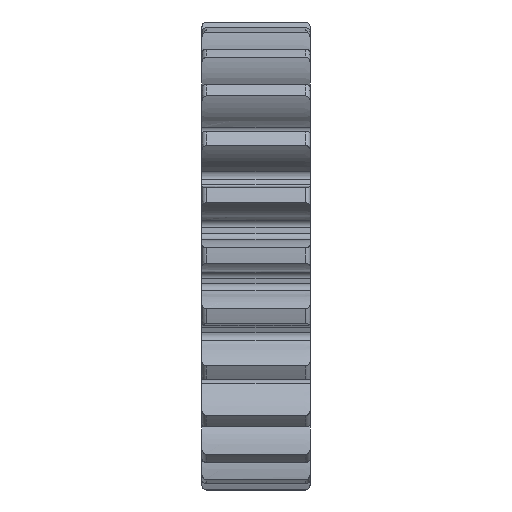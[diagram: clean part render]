
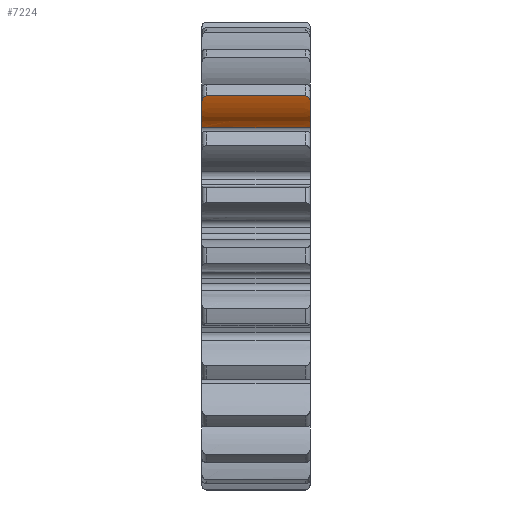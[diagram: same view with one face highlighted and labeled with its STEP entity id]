
A CAD part, top view. The second image highlights one B-rep face of the part: STEP entity #7224.
In plain terms, the highlighted face is a extrusion surface.
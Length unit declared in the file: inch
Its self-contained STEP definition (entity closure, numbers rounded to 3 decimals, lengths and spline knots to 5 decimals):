
#167=CARTESIAN_POINT('',(-0.125,0.35896,0.39163));
#168=CARTESIAN_POINT('',(-0.125,0.35876,0.39155));
#169=CARTESIAN_POINT('',(-0.125,0.35668,0.39066));
#170=CARTESIAN_POINT('',(-0.125,0.35277,0.38892));
#171=CARTESIAN_POINT('',(-0.125,0.34728,0.38624));
#172=CARTESIAN_POINT('',(-0.125,0.34189,0.38339));
#173=CARTESIAN_POINT('',(-0.125,0.3366,0.38034));
#174=CARTESIAN_POINT('',(-0.125,0.33143,0.3771));
#175=CARTESIAN_POINT('',(-0.125,0.32636,0.37371));
#176=CARTESIAN_POINT('',(-0.125,0.32151,0.36999));
#177=CARTESIAN_POINT('',(-0.125,0.31715,0.36571));
#178=CARTESIAN_POINT('',(-0.125,0.31279,0.36143));
#179=CARTESIAN_POINT('',(-0.125,0.30794,0.35771));
#180=CARTESIAN_POINT('',(-0.125,0.30287,0.35432));
#181=CARTESIAN_POINT('',(-0.125,0.29891,0.35184));
#182=CARTESIAN_POINT('',(-0.125,0.29664,0.35049));
#183=CARTESIAN_POINT('',(-0.125,0.29611,0.35018));
#2919=CARTESIAN_POINT('',(0.125,0.35896,0.39163));
#2920=CARTESIAN_POINT('',(0.125,0.35876,0.39155));
#2921=CARTESIAN_POINT('',(0.125,0.35668,0.39066));
#2922=CARTESIAN_POINT('',(0.125,0.35277,0.38892));
#2923=CARTESIAN_POINT('',(0.125,0.34728,0.38624));
#2924=CARTESIAN_POINT('',(0.125,0.34189,0.38339));
#2925=CARTESIAN_POINT('',(0.125,0.3366,0.38034));
#2926=CARTESIAN_POINT('',(0.125,0.33143,0.3771));
#2927=CARTESIAN_POINT('',(0.125,0.32636,0.37371));
#2928=CARTESIAN_POINT('',(0.125,0.32151,0.36999));
#2929=CARTESIAN_POINT('',(0.125,0.31715,0.36571));
#2930=CARTESIAN_POINT('',(0.125,0.31279,0.36143));
#2931=CARTESIAN_POINT('',(0.125,0.30794,0.35771));
#2932=CARTESIAN_POINT('',(0.125,0.30287,0.35432));
#2933=CARTESIAN_POINT('',(0.125,0.29891,0.35184));
#2934=CARTESIAN_POINT('',(0.125,0.29664,0.35049));
#2935=CARTESIAN_POINT('',(0.125,0.29611,0.35018));
#3316=CARTESIAN_POINT('',(-0.11458,0.36969,
0.3959));
#3317=CARTESIAN_POINT('',(-0.11566,0.36969,
0.3959));
#3318=CARTESIAN_POINT('',(-0.11773,0.36933,
0.39576));
#3319=CARTESIAN_POINT('',(-0.12027,0.36806,
0.39529));
#3320=CARTESIAN_POINT('',(-0.12233,0.36625,
0.3946));
#3321=CARTESIAN_POINT('',(-0.12384,0.36407,
0.39374));
#3322=CARTESIAN_POINT('',(-0.12479,0.36156,
0.39273));
#3323=CARTESIAN_POINT('',(-0.125,0.35982,0.392));
#3324=CARTESIAN_POINT('',(-0.125,0.35896,0.39163));
#3326=DIRECTION('',(1.,0.,0.));
#3327=VECTOR('',#3326,0.22917);
#3328=CARTESIAN_POINT('',(-0.11458,0.36969,
0.3959));
#3329=LINE('',#3328,#3327);
#3330=CARTESIAN_POINT('',(0.125,0.35896,0.39163));
#3331=CARTESIAN_POINT('',(0.125,0.35983,0.392));
#3332=CARTESIAN_POINT('',(0.12479,0.36158,
0.39274));
#3333=CARTESIAN_POINT('',(0.12382,0.36412,
0.39376));
#3334=CARTESIAN_POINT('',(0.12224,0.36636,
0.39464));
#3335=CARTESIAN_POINT('',(0.12016,0.36814,
0.39532));
#3336=CARTESIAN_POINT('',(0.11761,0.36936,
0.39578));
#3337=CARTESIAN_POINT('',(0.11561,0.36969,
0.3959));
#3338=CARTESIAN_POINT('',(0.11458,0.36969,
0.3959));
#3366=DIRECTION('',(1.,0.,0.));
#3367=VECTOR('',#3366,0.25);
#3368=CARTESIAN_POINT('',(-0.125,0.29611,0.35018));
#3369=LINE('',#3368,#3367);
#5044=CARTESIAN_POINT('',(-0.125,0.29611,0.35018));
#5045=CARTESIAN_POINT('',(0.125,0.29611,0.35018));
#5046=VERTEX_POINT('',#5044);
#5047=VERTEX_POINT('',#5045);
#5096=CARTESIAN_POINT('',(-0.125,0.35896,0.39163));
#5098=VERTEX_POINT('',#5096);
#5112=CARTESIAN_POINT('',(0.125,0.35896,0.39163));
#5114=VERTEX_POINT('',#5112);
#5172=CARTESIAN_POINT('',(-0.11458,0.36969,
0.3959));
#5173=CARTESIAN_POINT('',(0.11458,0.36969,
0.3959));
#5174=VERTEX_POINT('',#5172);
#5175=VERTEX_POINT('',#5173);
#7190=CARTESIAN_POINT('',(-0.125,0.37056,0.39622));
#7191=CARTESIAN_POINT('',(-0.125,0.37027,0.39611));
#7192=CARTESIAN_POINT('',(-0.125,0.36807,0.3953));
#7193=CARTESIAN_POINT('',(-0.125,0.36398,0.39373));
#7194=CARTESIAN_POINT('',(-0.125,0.35834,0.3914));
#7195=CARTESIAN_POINT('',(-0.125,0.35277,0.38892));
#7196=CARTESIAN_POINT('',(-0.125,0.34728,0.38624));
#7197=CARTESIAN_POINT('',(-0.125,0.34189,0.38339));
#7198=CARTESIAN_POINT('',(-0.125,0.3366,0.38034));
#7199=CARTESIAN_POINT('',(-0.125,0.33143,0.3771));
#7200=CARTESIAN_POINT('',(-0.125,0.32636,0.37371));
#7201=CARTESIAN_POINT('',(-0.125,0.32151,0.36999));
#7202=CARTESIAN_POINT('',(-0.125,0.31715,0.36571));
#7203=CARTESIAN_POINT('',(-0.125,0.31279,0.36143));
#7204=CARTESIAN_POINT('',(-0.125,0.30794,0.35771));
#7205=CARTESIAN_POINT('',(-0.125,0.30287,0.35432));
#7206=CARTESIAN_POINT('',(-0.125,0.29891,0.35184));
#7207=CARTESIAN_POINT('',(-0.125,0.2961,0.35017));
#7208=CARTESIAN_POINT('',(-0.125,0.29504,0.34956));
#7209=CARTESIAN_POINT('',(-0.125,0.2945,0.34925));
#7211=DIRECTION('',(1.,0.,0.));
#7212=VECTOR('',#7211,1.);
#7213=SURFACE_OF_LINEAR_EXTRUSION('',#7210,#7212);
#7214=ORIENTED_EDGE('',*,*,#5255,.F.);
#7215=ORIENTED_EDGE('',*,*,#5554,.F.);
#7217=ORIENTED_EDGE('',*,*,#7216,.T.);
#7218=ORIENTED_EDGE('',*,*,#6704,.F.);
#7219=ORIENTED_EDGE('',*,*,#6627,.T.);
#7221=ORIENTED_EDGE('',*,*,#7220,.F.);
#7222=EDGE_LOOP('',(#7214,#7215,#7217,#7218,#7219,#7221));
#7223=FACE_OUTER_BOUND('',#7222,.F.);
#184=B_SPLINE_CURVE_WITH_KNOTS('',3,(#167,#168,#169,#170,#171,#172,#173,#174,
#175,#176,#177,#178,#179,#180,#181,#182,#183),.UNSPECIFIED.,.F.,.F.,(4,1,1,1,1,
1,1,1,1,1,1,1,1,1,4),(0.,0.00867,0.08929,
0.1699,0.25051,0.33112,0.41173,
0.49234,0.57294,0.65353,0.73413,
0.81472,0.89533,0.97594,1.),.UNSPECIFIED.);
#2936=B_SPLINE_CURVE_WITH_KNOTS('',3,(#2919,#2920,#2921,#2922,#2923,#2924,#2925,
#2926,#2927,#2928,#2929,#2930,#2931,#2932,#2933,#2934,#2935),.UNSPECIFIED.,.F.,
.F.,(4,1,1,1,1,1,1,1,1,1,1,1,1,1,4),(0.,0.00867,0.08929,
0.1699,0.25051,0.33112,0.41173,
0.49234,0.57294,0.65353,0.73413,
0.81472,0.89533,0.97594,1.),.UNSPECIFIED.);
#3325=B_SPLINE_CURVE_WITH_KNOTS('',3,(#3316,#3317,#3318,#3319,#3320,#3321,#3322,
#3323,#3324),.UNSPECIFIED.,.F.,.F.,(4,1,1,1,1,1,4),(0.,0.16667,
0.33333,0.5,0.66667,0.83333,1.),
.UNSPECIFIED.);
#3339=B_SPLINE_CURVE_WITH_KNOTS('',3,(#3330,#3331,#3332,#3333,#3334,#3335,#3336,
#3337,#3338),.UNSPECIFIED.,.F.,.F.,(4,1,1,1,1,1,4),(0.,0.16667,
0.33333,0.5,0.66667,0.83333,1.),
.UNSPECIFIED.);
#5255=EDGE_CURVE('',#5098,#5046,#184,.T.);
#5554=EDGE_CURVE('',#5174,#5098,#3325,.T.);
#6627=EDGE_CURVE('',#5114,#5047,#2936,.T.);
#6704=EDGE_CURVE('',#5114,#5175,#3339,.T.);
#7210=B_SPLINE_CURVE_WITH_KNOTS('',3,(#7190,#7191,#7192,#7193,#7194,#7195,#7196,
#7197,#7198,#7199,#7200,#7201,#7202,#7203,#7204,#7205,#7206,#7207,#7208,#7209),
.UNSPECIFIED.,.F.,.F.,(4,1,1,1,1,1,1,1,1,1,1,1,1,1,1,1,1,4),(0.,
0.01035,0.07812,0.14589,0.21366,
0.28143,0.34921,0.41698,0.48475,
0.55252,0.62027,0.68803,0.75579,
0.82354,0.89131,0.95908,0.97931,1.),
.UNSPECIFIED.);
#7216=EDGE_CURVE('',#5174,#5175,#3329,.T.);
#7220=EDGE_CURVE('',#5046,#5047,#3369,.T.);
#7224=ADVANCED_FACE('',(#7223),#7213,.T.);
